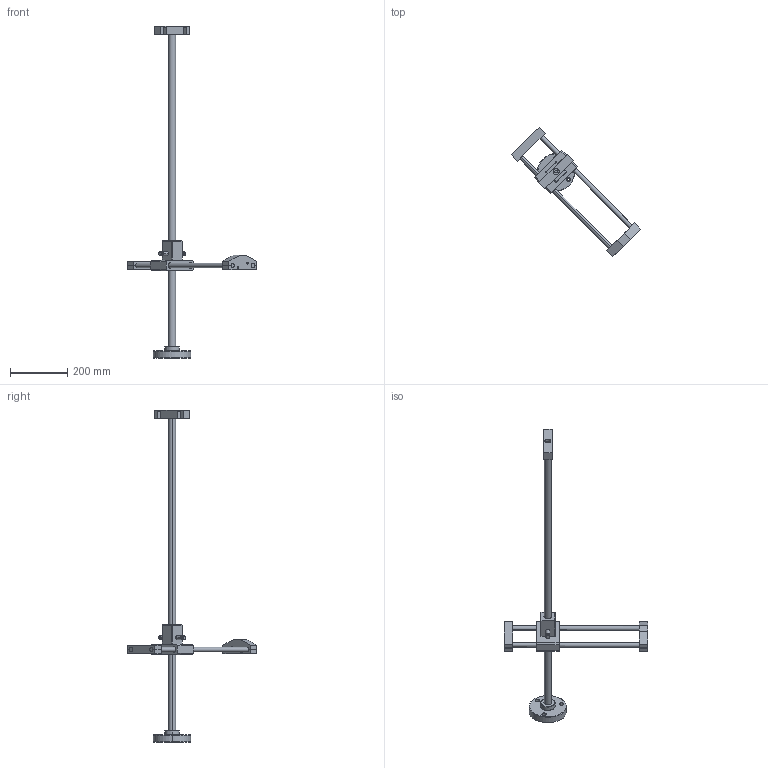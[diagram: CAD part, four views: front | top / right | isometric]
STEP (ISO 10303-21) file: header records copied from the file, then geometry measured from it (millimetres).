
FILE_DESCRIPTION (( 'STEP AP214' ), '1' );
FILE_NAME ('VLST kpl.STEP', '2023-09-08T08:42:50', ( '' ), ( '' ), 'SwSTEP 2.0', 'SolidWorks 2022', '' );
FILE_SCHEMA (( 'AUTOMOTIVE_DESIGN' ));
Length unit declared in the file: millimetre
Products named in the file (8): Stativfuss; Schlittenwelle; Klemmstück VLST; VLST kpl; T-Stück; Klemmstück hinten; Hauptwelle; Schlittenführung
Assembly tree (8 placements, depth 2):
  VLST kpl
    Stativfuss
    Hauptwelle
    T-Stück
    Schlittenführung
    Schlittenwelle  x2
    Klemmstück VLST
    Klemmstück hinten
Bounding box: 449.54 x 449.9 x 1155 mm (x, y, z)
Volume: 1933747.4 mm3; surface area: 318541.8 mm2
Topology: 8 solids, 8 shells, 210 faces, 466 edges, 284 vertices
Faces by surface type: plane 110, cylinder 56, cone 42, torus 2
Entity records: 6016 total; most frequent: DIRECTION 1048, CARTESIAN_POINT 957, ORIENTED_EDGE 920, EDGE_CURVE 460, AXIS2_PLACEMENT_3D 371, LINE 306, VECTOR 306, VERTEX_POINT 280
